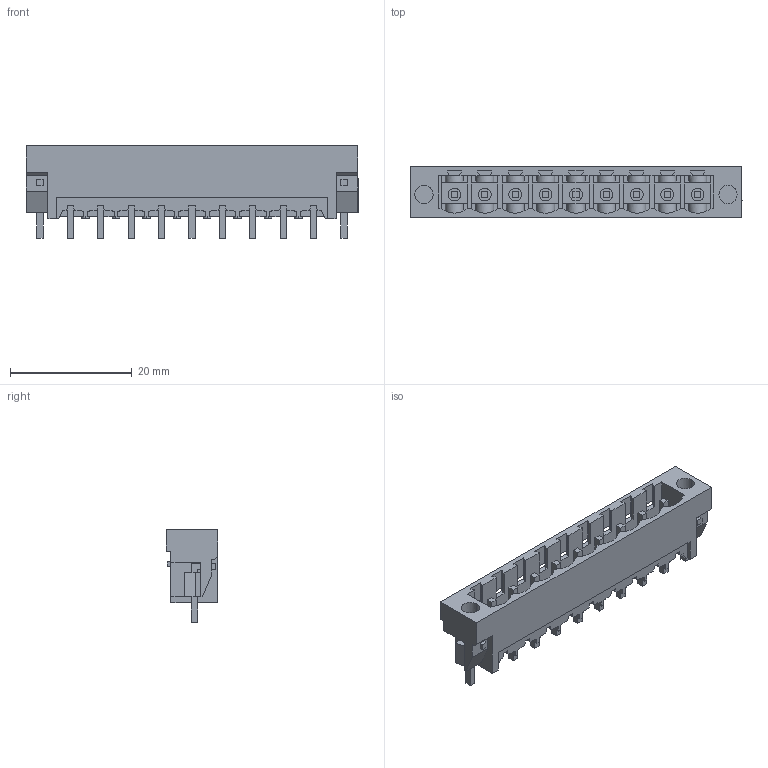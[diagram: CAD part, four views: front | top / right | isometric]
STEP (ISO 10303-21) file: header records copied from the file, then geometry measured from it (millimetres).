
FILE_DESCRIPTION(('CATIA V5 STEP Exchange','CAx-IF Rec.Pracs.--- Model Styling and Organization---1.2---2011-12-15'),'2;1');
FILE_NAME ('D1457163_0_1841460000_1841460000.stp','2018-04-12T04:37:20+00:00',('none'),('Weidmueller'),'CATIA Version 5-6 Release 2014','CATIA V5 STEP AP214','none');
FILE_SCHEMA(('AUTOMOTIVE_DESIGN { 1 0 10303 214 1 1 1 1 }'));
Length unit declared in the file: millimetre
Products named in the file (1): 1841460000
Bounding box: 54.6 x 8.43 x 15.2 mm (x, y, z)
Volume: 2153.9 mm3; surface area: 4795.6 mm2
Topology: 12 solids, 12 shells, 656 faces, 1944 edges, 1296 vertices
Faces by surface type: plane 559, cylinder 97
Entity records: 20772 total; most frequent: CARTESIAN_POINT 4227, ORIENTED_EDGE 3888, DIRECTION 2694, EDGE_CURVE 1944, VECTOR 1670, LINE 1670, VERTEX_POINT 1296, EDGE_LOOP 680
